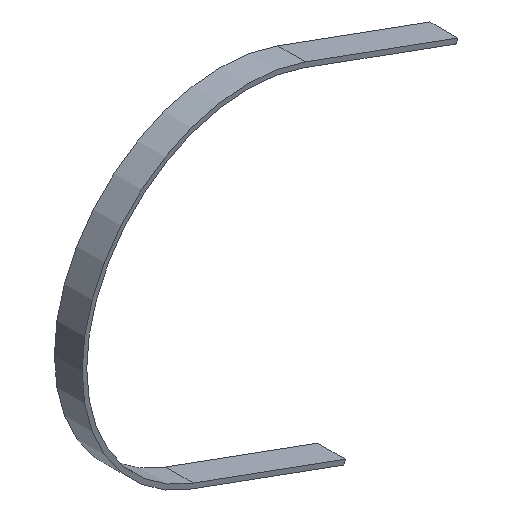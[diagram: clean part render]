
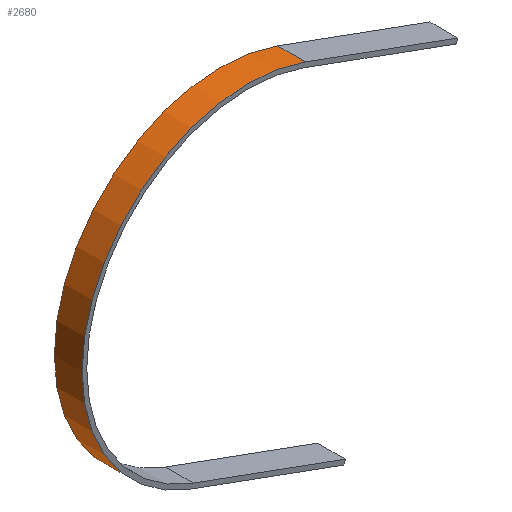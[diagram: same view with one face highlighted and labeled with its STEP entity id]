
A CAD part, isometric view. The second image highlights one B-rep face of the part: STEP entity #2680.
In plain terms, the highlighted cylindrical face has radius 360 mm (diameter 720 mm), a partial arc.
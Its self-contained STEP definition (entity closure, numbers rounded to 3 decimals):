
#60=CARTESIAN_POINT('',(0.,0.,-350.));
#70=DIRECTION('',(-1.,0.,-0.));
#80=DIRECTION('',(0.,1.,0.));
#90=AXIS2_PLACEMENT_3D('',#60,#70,#80);
#100=CIRCLE('',#90,360.);
#110=CARTESIAN_POINT('',(0.,360.,-350.));
#120=VERTEX_POINT('',#110);
#130=CARTESIAN_POINT('',(0.,-360.,-350.));
#140=VERTEX_POINT('',#130);
#150=EDGE_CURVE('',#120,#140,#100,.T.);
#920=CARTESIAN_POINT('',(60.,-360.,-350.));
#930=VERTEX_POINT('',#920);
#960=CARTESIAN_POINT('',(60.,-360.,-350.));
#970=DIRECTION('',(-1.,0.,0.));
#980=VECTOR('',#970,1.);
#990=LINE('',#960,#980);
#1000=EDGE_CURVE('',#930,#140,#990,.T.);
#2320=CARTESIAN_POINT('',(0.,360.,-350.));
#2330=DIRECTION('',(1.,0.,0.));
#2340=VECTOR('',#2330,1.);
#2350=LINE('',#2320,#2340);
#2360=CARTESIAN_POINT('',(60.,360.,-350.));
#2370=VERTEX_POINT('',#2360);
#2380=EDGE_CURVE('',#120,#2370,#2350,.T.);
#2510=CARTESIAN_POINT('',(0.,0.,-350.));
#2520=DIRECTION('',(1.,0.,0.));
#2530=DIRECTION('',(0.,1.,0.));
#2540=AXIS2_PLACEMENT_3D('',#2510,#2520,#2530);
#2550=CYLINDRICAL_SURFACE('',#2540,360.);
#2560=ORIENTED_EDGE('',*,*,#1000,.T.);
#2570=CARTESIAN_POINT('',(60.,0.,-350.));
#2580=DIRECTION('',(1.,0.,0.));
#2590=DIRECTION('',(0.,-1.,0.));
#2600=AXIS2_PLACEMENT_3D('',#2570,#2580,#2590);
#2610=CIRCLE('',#2600,360.);
#2620=EDGE_CURVE('',#930,#2370,#2610,.T.);
#2630=ORIENTED_EDGE('',*,*,#2620,.F.);
#2640=ORIENTED_EDGE('',*,*,#2380,.T.);
#2650=ORIENTED_EDGE('',*,*,#150,.F.);
#2660=EDGE_LOOP('',(#2650,#2640,#2630,#2560));
#2670=FACE_OUTER_BOUND('',#2660,.T.);
#2680=ADVANCED_FACE('',(#2670),#2550,.T.);
